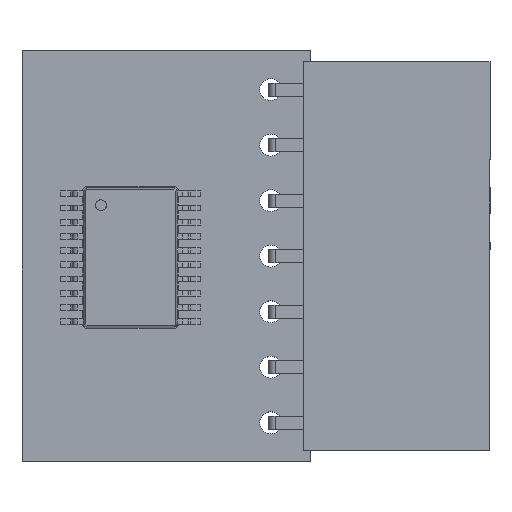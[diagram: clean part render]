
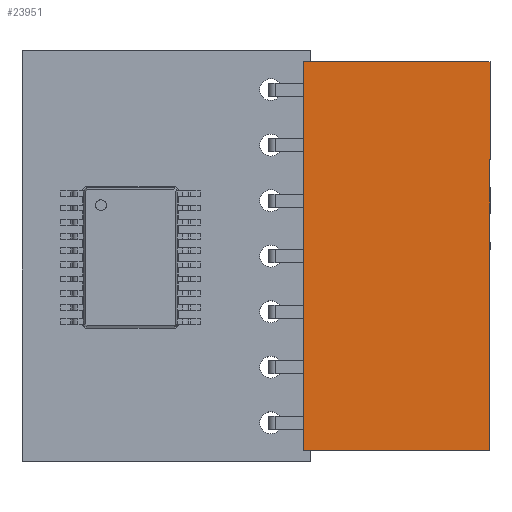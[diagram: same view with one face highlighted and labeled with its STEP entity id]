
A CAD part, top view. The second image highlights one B-rep face of the part: STEP entity #23951.
In plain terms, the highlighted planar face has unit normal (0, 0, 1).
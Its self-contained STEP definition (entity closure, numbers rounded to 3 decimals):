
#23951 = ADVANCED_FACE('',(#23952),#23966,.F.);
#23952 = FACE_BOUND('',#23953,.F.);
#23953 = EDGE_LOOP('',(#23954,#23989,#24017,#24045));
#23954 = ORIENTED_EDGE('',*,*,#23955,.T.);
#23955 = EDGE_CURVE('',#23956,#23958,#23960,.T.);
#23956 = VERTEX_POINT('',#23957);
#23957 = CARTESIAN_POINT('',(-1.52,-16.51,2.54));
#23958 = VERTEX_POINT('',#23959);
#23959 = CARTESIAN_POINT('',(-10.03,-16.51,2.54));
#23960 = SURFACE_CURVE('',#23961,(#23965,#23977),.PCURVE_S1.);
#23961 = LINE('',#23962,#23963);
#23962 = CARTESIAN_POINT('',(-1.52,-16.51,2.54));
#23963 = VECTOR('',#23964,1.);
#23964 = DIRECTION('',(-1.,0.,0.));
#23965 = PCURVE('',#23966,#23971);
#23966 = PLANE('',#23967);
#23967 = AXIS2_PLACEMENT_3D('',#23968,#23969,#23970);
#23968 = CARTESIAN_POINT('',(-1.52,-16.51,2.54));
#23969 = DIRECTION('',(0.,0.,-1.));
#23970 = DIRECTION('',(0.,1.,0.));
#23971 = DEFINITIONAL_REPRESENTATION('',(#23972),#23976);
#23972 = LINE('',#23973,#23974);
#23973 = CARTESIAN_POINT('',(0.,0.));
#23974 = VECTOR('',#23975,1.);
#23975 = DIRECTION('',(0.,-1.));
#23976 = ( GEOMETRIC_REPRESENTATION_CONTEXT(2) 
PARAMETRIC_REPRESENTATION_CONTEXT() REPRESENTATION_CONTEXT('2D SPACE',''
  ) );
#23977 = PCURVE('',#23978,#23983);
#23978 = PLANE('',#23979);
#23979 = AXIS2_PLACEMENT_3D('',#23980,#23981,#23982);
#23980 = CARTESIAN_POINT('',(-1.52,-16.51,0.));
#23981 = DIRECTION('',(0.,1.,0.));
#23982 = DIRECTION('',(0.,0.,1.));
#23983 = DEFINITIONAL_REPRESENTATION('',(#23984),#23988);
#23984 = LINE('',#23985,#23986);
#23985 = CARTESIAN_POINT('',(2.54,0.));
#23986 = VECTOR('',#23987,1.);
#23987 = DIRECTION('',(0.,-1.));
#23988 = ( GEOMETRIC_REPRESENTATION_CONTEXT(2) 
PARAMETRIC_REPRESENTATION_CONTEXT() REPRESENTATION_CONTEXT('2D SPACE',''
  ) );
#23989 = ORIENTED_EDGE('',*,*,#23990,.T.);
#23990 = EDGE_CURVE('',#23958,#23991,#23993,.T.);
#23991 = VERTEX_POINT('',#23992);
#23992 = CARTESIAN_POINT('',(-10.03,1.27,2.54));
#23993 = SURFACE_CURVE('',#23994,(#23998,#24005),.PCURVE_S1.);
#23994 = LINE('',#23995,#23996);
#23995 = CARTESIAN_POINT('',(-10.03,-16.51,2.54));
#23996 = VECTOR('',#23997,1.);
#23997 = DIRECTION('',(0.,1.,0.));
#23998 = PCURVE('',#23966,#23999);
#23999 = DEFINITIONAL_REPRESENTATION('',(#24000),#24004);
#24000 = LINE('',#24001,#24002);
#24001 = CARTESIAN_POINT('',(0.,-8.51));
#24002 = VECTOR('',#24003,1.);
#24003 = DIRECTION('',(1.,0.));
#24004 = ( GEOMETRIC_REPRESENTATION_CONTEXT(2) 
PARAMETRIC_REPRESENTATION_CONTEXT() REPRESENTATION_CONTEXT('2D SPACE',''
  ) );
#24005 = PCURVE('',#24006,#24011);
#24006 = PLANE('',#24007);
#24007 = AXIS2_PLACEMENT_3D('',#24008,#24009,#24010);
#24008 = CARTESIAN_POINT('',(-10.03,-16.51,2.54));
#24009 = DIRECTION('',(1.,0.,0.));
#24010 = DIRECTION('',(0.,-1.,0.));
#24011 = DEFINITIONAL_REPRESENTATION('',(#24012),#24016);
#24012 = LINE('',#24013,#24014);
#24013 = CARTESIAN_POINT('',(0.,-0.));
#24014 = VECTOR('',#24015,1.);
#24015 = DIRECTION('',(-1.,0.));
#24016 = ( GEOMETRIC_REPRESENTATION_CONTEXT(2) 
PARAMETRIC_REPRESENTATION_CONTEXT() REPRESENTATION_CONTEXT('2D SPACE',''
  ) );
#24017 = ORIENTED_EDGE('',*,*,#24018,.F.);
#24018 = EDGE_CURVE('',#24019,#23991,#24021,.T.);
#24019 = VERTEX_POINT('',#24020);
#24020 = CARTESIAN_POINT('',(-1.52,1.27,2.54));
#24021 = SURFACE_CURVE('',#24022,(#24026,#24033),.PCURVE_S1.);
#24022 = LINE('',#24023,#24024);
#24023 = CARTESIAN_POINT('',(-1.52,1.27,2.54));
#24024 = VECTOR('',#24025,1.);
#24025 = DIRECTION('',(-1.,0.,0.));
#24026 = PCURVE('',#23966,#24027);
#24027 = DEFINITIONAL_REPRESENTATION('',(#24028),#24032);
#24028 = LINE('',#24029,#24030);
#24029 = CARTESIAN_POINT('',(17.78,0.));
#24030 = VECTOR('',#24031,1.);
#24031 = DIRECTION('',(0.,-1.));
#24032 = ( GEOMETRIC_REPRESENTATION_CONTEXT(2) 
PARAMETRIC_REPRESENTATION_CONTEXT() REPRESENTATION_CONTEXT('2D SPACE',''
  ) );
#24033 = PCURVE('',#24034,#24039);
#24034 = PLANE('',#24035);
#24035 = AXIS2_PLACEMENT_3D('',#24036,#24037,#24038);
#24036 = CARTESIAN_POINT('',(-1.52,1.27,2.54));
#24037 = DIRECTION('',(0.,-1.,0.));
#24038 = DIRECTION('',(0.,0.,-1.));
#24039 = DEFINITIONAL_REPRESENTATION('',(#24040),#24044);
#24040 = LINE('',#24041,#24042);
#24041 = CARTESIAN_POINT('',(-0.,0.));
#24042 = VECTOR('',#24043,1.);
#24043 = DIRECTION('',(0.,-1.));
#24044 = ( GEOMETRIC_REPRESENTATION_CONTEXT(2) 
PARAMETRIC_REPRESENTATION_CONTEXT() REPRESENTATION_CONTEXT('2D SPACE',''
  ) );
#24045 = ORIENTED_EDGE('',*,*,#24046,.F.);
#24046 = EDGE_CURVE('',#23956,#24019,#24047,.T.);
#24047 = SURFACE_CURVE('',#24048,(#24052,#24059),.PCURVE_S1.);
#24048 = LINE('',#24049,#24050);
#24049 = CARTESIAN_POINT('',(-1.52,-16.51,2.54));
#24050 = VECTOR('',#24051,1.);
#24051 = DIRECTION('',(0.,1.,0.));
#24052 = PCURVE('',#23966,#24053);
#24053 = DEFINITIONAL_REPRESENTATION('',(#24054),#24058);
#24054 = LINE('',#24055,#24056);
#24055 = CARTESIAN_POINT('',(0.,0.));
#24056 = VECTOR('',#24057,1.);
#24057 = DIRECTION('',(1.,0.));
#24058 = ( GEOMETRIC_REPRESENTATION_CONTEXT(2) 
PARAMETRIC_REPRESENTATION_CONTEXT() REPRESENTATION_CONTEXT('2D SPACE',''
  ) );
#24059 = PCURVE('',#24060,#24065);
#24060 = PLANE('',#24061);
#24061 = AXIS2_PLACEMENT_3D('',#24062,#24063,#24064);
#24062 = CARTESIAN_POINT('',(-1.52,-16.51,2.54));
#24063 = DIRECTION('',(1.,0.,0.));
#24064 = DIRECTION('',(0.,-1.,0.));
#24065 = DEFINITIONAL_REPRESENTATION('',(#24066),#24070);
#24066 = LINE('',#24067,#24068);
#24067 = CARTESIAN_POINT('',(0.,-0.));
#24068 = VECTOR('',#24069,1.);
#24069 = DIRECTION('',(-1.,0.));
#24070 = ( GEOMETRIC_REPRESENTATION_CONTEXT(2) 
PARAMETRIC_REPRESENTATION_CONTEXT() REPRESENTATION_CONTEXT('2D SPACE',''
  ) );
